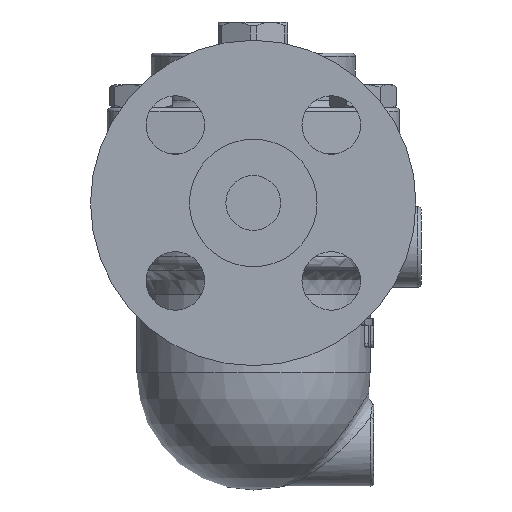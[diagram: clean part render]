
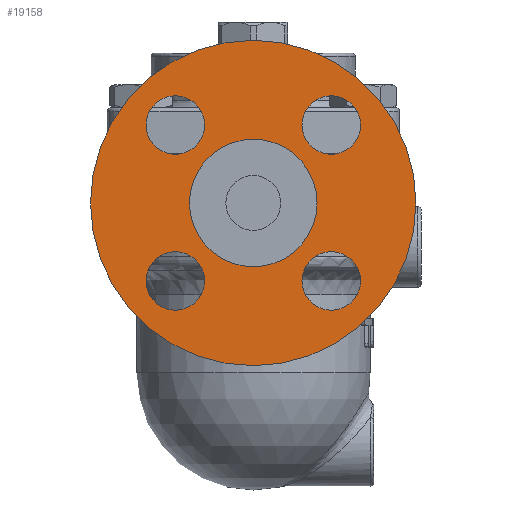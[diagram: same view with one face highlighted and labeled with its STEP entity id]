
A CAD part, left-side view. The second image highlights one B-rep face of the part: STEP entity #19158.
In plain terms, the highlighted free-form (B-spline) face has degree [1, 1] with [2, 2] control points.
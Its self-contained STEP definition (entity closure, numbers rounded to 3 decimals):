
#19052=CARTESIAN_POINT('',(-83.4,0.,-45.5));
#19053=VERTEX_POINT('',#19052);
#19054=CARTESIAN_POINT('',(-83.4,0.0,-1.));
#19055=DIRECTION('',(1.0,0.0,0.0));
#19056=DIRECTION('',(0.0,0.0,1.0));
#19057=AXIS2_PLACEMENT_3D('',#19054,#19055,#19056);
#19058=CIRCLE('',#19057,44.5);
#19059=EDGE_CURVE('',#19053,#19053,#19058,.T.);
#19095=CARTESIAN_POINT('',(-83.4,44.5,-45.5));
#19096=CARTESIAN_POINT('',(-83.4,44.5,43.5));
#19097=CARTESIAN_POINT('',(-83.4,-44.5,-45.5));
#19098=CARTESIAN_POINT('',(-83.4,-44.5,43.5));
#19099=B_SPLINE_SURFACE_WITH_KNOTS('',1,1,((#19095,#19097),(#19096,#19098)),.UNSPECIFIED.,.F.,.F.,.U.,(2,2),(2,2),(0.0,89.0),(0.0,89.0),.UNSPECIFIED.);
#19100=ORIENTED_EDGE('',*,*,#19059,.F.);
#19101=EDGE_LOOP('',(#19100));
#19102=FACE_OUTER_BOUND('',#19101,.T.);
#19103=CARTESIAN_POINT('',(-83.4,0.,-18.45));
#19104=VERTEX_POINT('',#19103);
#19105=CARTESIAN_POINT('',(-83.4,0.0,-1.));
#19106=DIRECTION('',(1.0,0.0,0.0));
#19107=DIRECTION('',(0.0,0.0,1.0));
#19108=AXIS2_PLACEMENT_3D('',#19105,#19106,#19107);
#19109=CIRCLE('',#19108,17.45);
#19110=EDGE_CURVE('',#19104,#19104,#19109,.T.);
#19111=ORIENTED_EDGE('',*,*,#19110,.T.);
#19112=EDGE_LOOP('',(#19111));
#19113=FACE_BOUND('',#19112,.T.);
#19114=CARTESIAN_POINT('',(-83.4,-29.319,20.319));
#19115=VERTEX_POINT('',#19114);
#19116=CARTESIAN_POINT('',(-83.4,-21.319,20.319));
#19117=DIRECTION('',(1.0,0.0,0.0));
#19118=DIRECTION('',(0.0,1.0,0.0));
#19119=AXIS2_PLACEMENT_3D('',#19116,#19117,#19118);
#19120=CIRCLE('',#19119,8.0);
#19121=EDGE_CURVE('',#19115,#19115,#19120,.T.);
#19122=ORIENTED_EDGE('',*,*,#19121,.T.);
#19123=EDGE_LOOP('',(#19122));
#19124=FACE_BOUND('',#19123,.T.);
#19125=CARTESIAN_POINT('',(-83.4,-21.319,-30.319));
#19126=VERTEX_POINT('',#19125);
#19127=CARTESIAN_POINT('',(-83.4,-21.319,-22.319));
#19128=DIRECTION('',(1.0,0.0,0.0));
#19129=DIRECTION('',(0.0,0.0,1.0));
#19130=AXIS2_PLACEMENT_3D('',#19127,#19128,#19129);
#19131=CIRCLE('',#19130,8.0);
#19132=EDGE_CURVE('',#19126,#19126,#19131,.T.);
#19133=ORIENTED_EDGE('',*,*,#19132,.T.);
#19134=EDGE_LOOP('',(#19133));
#19135=FACE_BOUND('',#19134,.T.);
#19136=CARTESIAN_POINT('',(-83.4,29.319,-22.319));
#19137=VERTEX_POINT('',#19136);
#19138=CARTESIAN_POINT('',(-83.4,21.319,-22.319));
#19139=DIRECTION('',(1.0,0.0,0.0));
#19140=DIRECTION('',(0.0,-1.0,0.0));
#19141=AXIS2_PLACEMENT_3D('',#19138,#19139,#19140);
#19142=CIRCLE('',#19141,8.0);
#19143=EDGE_CURVE('',#19137,#19137,#19142,.T.);
#19144=ORIENTED_EDGE('',*,*,#19143,.T.);
#19145=EDGE_LOOP('',(#19144));
#19146=FACE_BOUND('',#19145,.T.);
#19147=CARTESIAN_POINT('',(-83.4,21.319,28.319));
#19148=VERTEX_POINT('',#19147);
#19149=CARTESIAN_POINT('',(-83.4,21.319,20.319));
#19150=DIRECTION('',(1.0,0.0,0.0));
#19151=DIRECTION('',(0.0,0.0,-1.0));
#19152=AXIS2_PLACEMENT_3D('',#19149,#19150,#19151);
#19153=CIRCLE('',#19152,8.0);
#19154=EDGE_CURVE('',#19148,#19148,#19153,.T.);
#19155=ORIENTED_EDGE('',*,*,#19154,.T.);
#19156=EDGE_LOOP('',(#19155));
#19157=FACE_BOUND('',#19156,.T.);
#19158=ADVANCED_FACE('',(#19102,#19113,#19124,#19135,#19146,#19157),#19099,.F.);
